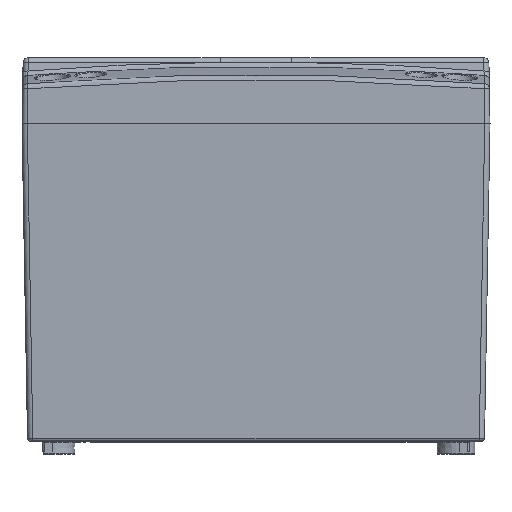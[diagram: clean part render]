
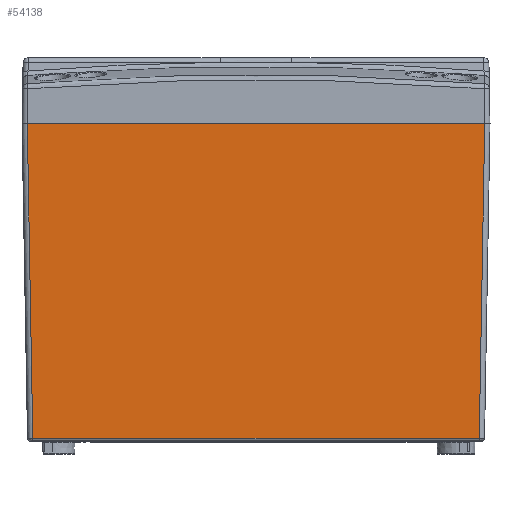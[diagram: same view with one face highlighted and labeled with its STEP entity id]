
A CAD part, left-side view. The second image highlights one B-rep face of the part: STEP entity #54138.
In plain terms, the highlighted planar face has unit normal (-1, 0, -0.018).
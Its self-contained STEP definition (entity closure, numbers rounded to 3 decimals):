
#393 = EDGE_CURVE ( 'NONE', #80301, #62612, #16847, .T. ) ;
#1206 = VECTOR ( 'NONE', #38664, 1000. ) ;
#10639 = DIRECTION ( 'NONE',  ( 0., -1., 0. ) ) ;
#11574 = VECTOR ( 'NONE', #70690, 1000. ) ;
#12142 = CARTESIAN_POINT ( 'NONE',  ( -88.5, 88.5, 0. ) ) ;
#12582 = DIRECTION ( 'NONE',  ( -0.017, 0., 1. ) ) ;
#15906 = VECTOR ( 'NONE', #10639, 1000. ) ;
#16847 = LINE ( 'NONE', #12142, #15906 ) ;
#17386 = ORIENTED_EDGE ( 'NONE', *, *, #102152, .T. ) ;
#18561 = ORIENTED_EDGE ( 'NONE', *, *, #90777, .T. ) ;
#20974 = EDGE_LOOP ( 'NONE', ( #17386, #18561, #22238, #26282 ) ) ;
#22238 = ORIENTED_EDGE ( 'NONE', *, *, #78446, .T. ) ;
#22718 = CARTESIAN_POINT ( 'NONE',  ( -86.423, 84.423, -119.017 ) ) ;
#26282 = ORIENTED_EDGE ( 'NONE', *, *, #393, .F. ) ;
#26968 = LINE ( 'NONE', #37933, #1206 ) ;
#36683 = CARTESIAN_POINT ( 'NONE',  ( -88.5, 86.5, 0. ) ) ;
#37933 = CARTESIAN_POINT ( 'NONE',  ( -88.501, 86.501, 0.035 ) ) ;
#38664 = DIRECTION ( 'NONE',  ( 0.017, -0.017, -1. ) ) ;
#49484 = DIRECTION ( 'NONE',  ( 0., -1., 0. ) ) ;
#54138 = ADVANCED_FACE ( 'NONE', ( #108168 ), #107047, .T. ) ;
#55658 = CARTESIAN_POINT ( 'NONE',  ( -88.5, 88.5, 0. ) ) ;
#56184 = VECTOR ( 'NONE', #49484, 1000. ) ;
#62088 = CARTESIAN_POINT ( 'NONE',  ( -88.447, -86.447, -3.053 ) ) ;
#62612 = VERTEX_POINT ( 'NONE', #65137 ) ;
#63520 = DIRECTION ( 'NONE',  ( -1., 0., -0.017 ) ) ;
#65137 = CARTESIAN_POINT ( 'NONE',  ( -88.5, -86.5, 0. ) ) ;
#70690 = DIRECTION ( 'NONE',  ( -0.017, -0.017, 1. ) ) ;
#78446 = EDGE_CURVE ( 'NONE', #104096, #62612, #80221, .T. ) ;
#78856 = LINE ( 'NONE', #100782, #56184 ) ;
#80221 = LINE ( 'NONE', #62088, #11574 ) ;
#80301 = VERTEX_POINT ( 'NONE', #36683 ) ;
#87133 = VERTEX_POINT ( 'NONE', #22718 ) ;
#90777 = EDGE_CURVE ( 'NONE', #87133, #104096, #78856, .T. ) ;
#91715 = CARTESIAN_POINT ( 'NONE',  ( -86.423, -84.423, -119.017 ) ) ;
#92562 = AXIS2_PLACEMENT_3D ( 'NONE', #55658, #63520, #12582 ) ;
#100782 = CARTESIAN_POINT ( 'NONE',  ( -86.423, -84.406, -119.017 ) ) ;
#102152 = EDGE_CURVE ( 'NONE', #80301, #87133, #26968, .T. ) ;
#104096 = VERTEX_POINT ( 'NONE', #91715 ) ;
#107047 = PLANE ( 'NONE',  #92562 ) ;
#108168 = FACE_OUTER_BOUND ( 'NONE', #20974, .T. ) ;
